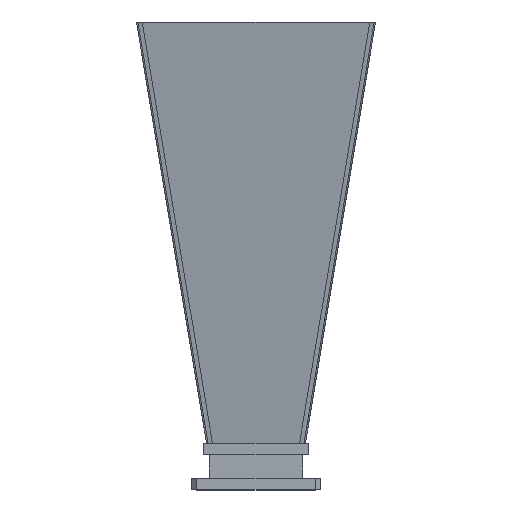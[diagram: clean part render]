
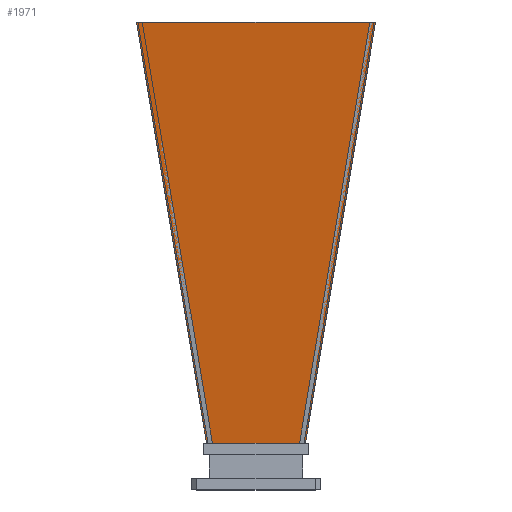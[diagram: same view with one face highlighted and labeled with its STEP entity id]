
A CAD part, top view. The second image highlights one B-rep face of the part: STEP entity #1971.
In plain terms, the highlighted planar face has unit normal (0, -0.148, 0.989).
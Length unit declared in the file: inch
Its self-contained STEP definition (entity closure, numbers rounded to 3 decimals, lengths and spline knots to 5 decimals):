
#18 = FACE_OUTER_BOUND ( 'NONE', #2201, .T. ) ;
#61 = CARTESIAN_POINT ( 'NONE',  ( 11.10412, 9.26193, 1.878 ) ) ;
#173 = ORIENTED_EDGE ( 'NONE', *, *, #1061, .F. ) ;
#188 = CARTESIAN_POINT ( 'NONE',  ( -2.12462, 0.25, 0.53095 ) ) ;
#196 = DIRECTION ( 'NONE',  ( 1., 0., 0. ) ) ;
#222 = ORIENTED_EDGE ( 'NONE', *, *, #870, .T. ) ;
#293 = AXIS2_PLACEMENT_3D ( 'NONE', #855, #1411, #497 ) ;
#401 = ORIENTED_EDGE ( 'NONE', *, *, #1705, .T. ) ;
#494 = EDGE_CURVE ( 'NONE', #1055, #1262, #1313, .T. ) ;
#497 = DIRECTION ( 'NONE',  ( 0., 0.989, 0.148 ) ) ;
#579 = VECTOR ( 'NONE', #2191, 39.37008 ) ;
#593 = DIRECTION ( 'NONE',  ( -1., 0., 0. ) ) ;
#652 = VECTOR ( 'NONE', #593, 39.37008 ) ;
#769 = CARTESIAN_POINT ( 'NONE',  ( -2.78571, 10.61713, 2.08057 ) ) ;
#803 = LINE ( 'NONE', #2183, #579 ) ;
#855 = CARTESIAN_POINT ( 'NONE',  ( 11.10412, 9.26193, 1.878 ) ) ;
#870 = EDGE_CURVE ( 'NONE', #1907, #1055, #1286, .T. ) ;
#900 = CARTESIAN_POINT ( 'NONE',  ( -1.059, 0.25, 0.53095 ) ) ;
#1055 = VERTEX_POINT ( 'NONE', #2228 ) ;
#1061 = EDGE_CURVE ( 'NONE', #1907, #2135, #803, .T. ) ;
#1232 = VECTOR ( 'NONE', #2212, 39.37008 ) ;
#1262 = VERTEX_POINT ( 'NONE', #900 ) ;
#1286 = LINE ( 'NONE', #61, #652 ) ;
#1313 = LINE ( 'NONE', #769, #1232 ) ;
#1411 = DIRECTION ( 'NONE',  ( 0., 0.148, -0.989 ) ) ;
#1484 = VECTOR ( 'NONE', #196, 39.37008 ) ;
#1541 = ORIENTED_EDGE ( 'NONE', *, *, #494, .T. ) ;
#1705 = EDGE_CURVE ( 'NONE', #1262, #2135, #1923, .T. ) ;
#1714 = PLANE ( 'NONE',  #293 ) ;
#1907 = VERTEX_POINT ( 'NONE', #2233 ) ;
#1923 = LINE ( 'NONE', #188, #1484 ) ;
#1971 = ADVANCED_FACE ( 'NONE', ( #18 ), #1714, .F. ) ;
#2135 = VERTEX_POINT ( 'NONE', #2173 ) ;
#2173 = CARTESIAN_POINT ( 'NONE',  ( 1.059, 0.25, 0.53095 ) ) ;
#2183 = CARTESIAN_POINT ( 'NONE',  ( 2.78571, 10.61713, 2.08057 ) ) ;
#2191 = DIRECTION ( 'NONE',  ( -0.163, -0.976, -0.146 ) ) ;
#2201 = EDGE_LOOP ( 'NONE', ( #401, #173, #222, #1541 ) ) ;
#2212 = DIRECTION ( 'NONE',  ( 0.163, -0.976, -0.146 ) ) ;
#2228 = CARTESIAN_POINT ( 'NONE',  ( -2.55999, 9.26193, 1.878 ) ) ;
#2233 = CARTESIAN_POINT ( 'NONE',  ( 2.55999, 9.26193, 1.878 ) ) ;
